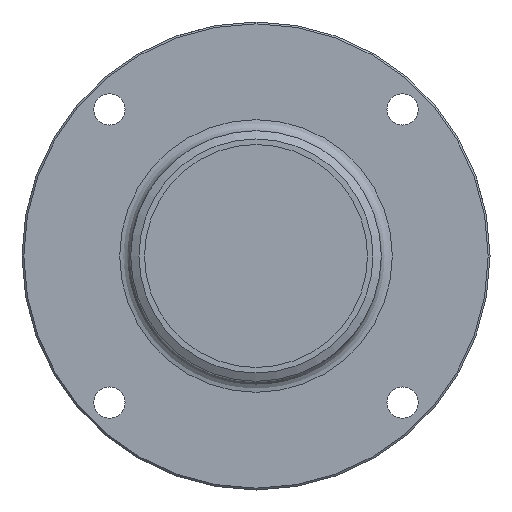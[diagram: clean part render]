
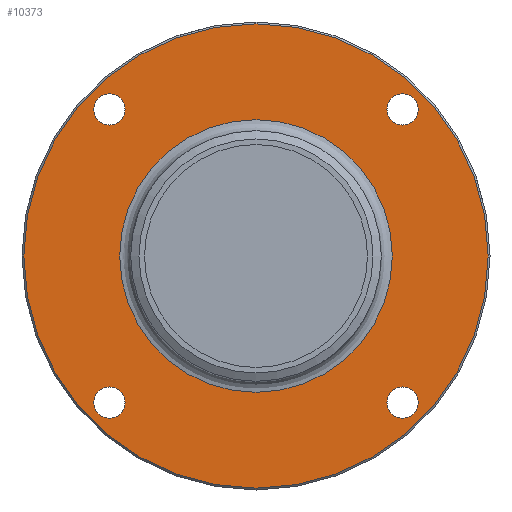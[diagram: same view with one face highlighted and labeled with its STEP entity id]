
A CAD part, left-side view. The second image highlights one B-rep face of the part: STEP entity #10373.
In plain terms, the highlighted planar face has unit normal (-1, 0, 0).
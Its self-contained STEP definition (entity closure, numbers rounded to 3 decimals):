
#10079=CARTESIAN_POINT('',(-80.,-35.525,-39.775));
#10080=VERTEX_POINT('',#10079);
#10081=CARTESIAN_POINT('',(-80.,-39.775,-39.775));
#10082=DIRECTION('',(1.0,0.0,0.0));
#10083=DIRECTION('',(0.0,-1.0,0.0));
#10084=AXIS2_PLACEMENT_3D('',#10081,#10082,#10083);
#10085=CIRCLE('',#10084,4.25);
#10086=EDGE_CURVE('',#10080,#10080,#10085,.T.);
#10107=CARTESIAN_POINT('',(-80.,-39.775,35.525));
#10108=VERTEX_POINT('',#10107);
#10109=CARTESIAN_POINT('',(-80.,-39.775,39.775));
#10110=DIRECTION('',(1.0,0.0,0.0));
#10111=DIRECTION('',(0.0,0.0,1.0));
#10112=AXIS2_PLACEMENT_3D('',#10109,#10110,#10111);
#10113=CIRCLE('',#10112,4.25);
#10114=EDGE_CURVE('',#10108,#10108,#10113,.T.);
#10135=CARTESIAN_POINT('',(-80.,35.525,39.775));
#10136=VERTEX_POINT('',#10135);
#10137=CARTESIAN_POINT('',(-80.,39.775,39.775));
#10138=DIRECTION('',(1.0,0.0,0.0));
#10139=DIRECTION('',(0.0,1.0,0.0));
#10140=AXIS2_PLACEMENT_3D('',#10137,#10138,#10139);
#10141=CIRCLE('',#10140,4.25);
#10142=EDGE_CURVE('',#10136,#10136,#10141,.T.);
#10163=CARTESIAN_POINT('',(-80.,39.775,-35.525));
#10164=VERTEX_POINT('',#10163);
#10165=CARTESIAN_POINT('',(-80.,39.775,-39.775));
#10166=DIRECTION('',(1.0,0.0,0.0));
#10167=DIRECTION('',(0.0,0.0,-1.0));
#10168=AXIS2_PLACEMENT_3D('',#10165,#10166,#10167);
#10169=CIRCLE('',#10168,4.25);
#10170=EDGE_CURVE('',#10164,#10164,#10169,.T.);
#10327=CARTESIAN_POINT('',(-80.,37.0,0.0));
#10328=VERTEX_POINT('',#10327);
#10329=CARTESIAN_POINT('',(-80.,0.0,0.0));
#10330=DIRECTION('',(1.0,0.0,0.0));
#10331=DIRECTION('',(0.0,1.0,0.0));
#10332=AXIS2_PLACEMENT_3D('',#10329,#10330,#10331);
#10333=CIRCLE('',#10332,37.0);
#10334=EDGE_CURVE('',#10328,#10328,#10333,.T.);
#10342=CARTESIAN_POINT('',(-80.,50.0,0.0));
#10343=DIRECTION('',(-1.0,0.0,0.0));
#10344=DIRECTION('',(0.0,0.0,1.0));
#10345=AXIS2_PLACEMENT_3D('',#10342,#10343,#10344);
#10346=PLANE('',#10345);
#10347=CARTESIAN_POINT('',(-80.,63.,0.0));
#10348=VERTEX_POINT('',#10347);
#10349=CARTESIAN_POINT('',(-80.,0.0,0.0));
#10350=DIRECTION('',(1.0,0.0,0.0));
#10351=DIRECTION('',(0.0,1.0,0.0));
#10352=AXIS2_PLACEMENT_3D('',#10349,#10350,#10351);
#10353=CIRCLE('',#10352,63.);
#10354=EDGE_CURVE('',#10348,#10348,#10353,.T.);
#10355=ORIENTED_EDGE('',*,*,#10354,.F.);
#10356=EDGE_LOOP('',(#10355));
#10357=FACE_OUTER_BOUND('',#10356,.T.);
#10358=ORIENTED_EDGE('',*,*,#10086,.T.);
#10359=EDGE_LOOP('',(#10358));
#10360=FACE_BOUND('',#10359,.T.);
#10361=ORIENTED_EDGE('',*,*,#10114,.T.);
#10362=EDGE_LOOP('',(#10361));
#10363=FACE_BOUND('',#10362,.T.);
#10364=ORIENTED_EDGE('',*,*,#10142,.T.);
#10365=EDGE_LOOP('',(#10364));
#10366=FACE_BOUND('',#10365,.T.);
#10367=ORIENTED_EDGE('',*,*,#10170,.T.);
#10368=EDGE_LOOP('',(#10367));
#10369=FACE_BOUND('',#10368,.T.);
#10370=ORIENTED_EDGE('',*,*,#10334,.T.);
#10371=EDGE_LOOP('',(#10370));
#10372=FACE_BOUND('',#10371,.T.);
#10373=ADVANCED_FACE('',(#10357,#10360,#10363,#10366,#10369,#10372),#10346,.T.);
